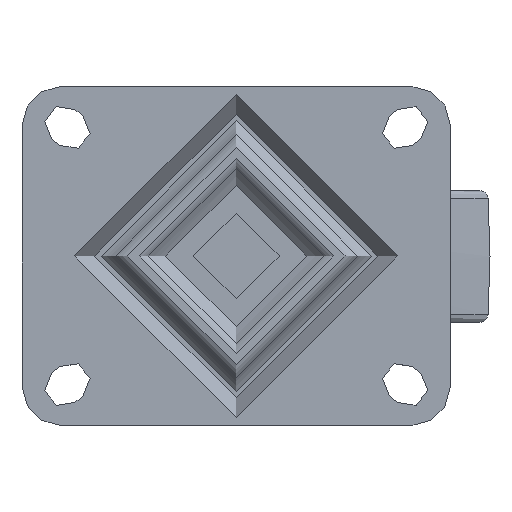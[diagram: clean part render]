
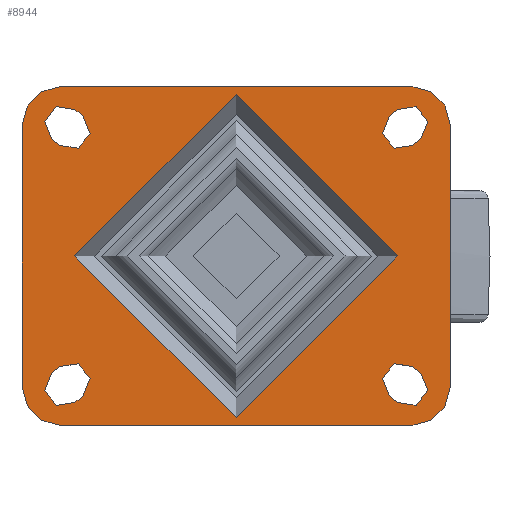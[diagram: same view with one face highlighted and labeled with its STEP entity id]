
A CAD part, top view. The second image highlights one B-rep face of the part: STEP entity #8944.
In plain terms, the highlighted planar face has unit normal (0, 0, 1).
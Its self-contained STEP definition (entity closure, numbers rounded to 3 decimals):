
#379=FACE_BOUND('',#2755,.T.);
#380=FACE_BOUND('',#2756,.T.);
#381=FACE_BOUND('',#2757,.T.);
#382=FACE_BOUND('',#2758,.T.);
#383=FACE_BOUND('',#2759,.T.);
#459=PLANE('',#9765);
#1039=LINE('',#14065,#1523);
#1041=LINE('',#14073,#1525);
#1042=LINE('',#14078,#1526);
#1043=LINE('',#14082,#1527);
#1044=LINE('',#14084,#1528);
#1045=LINE('',#14085,#1529);
#1046=LINE('',#14086,#1530);
#1047=LINE('',#14087,#1531);
#1048=LINE('',#14088,#1532);
#1049=LINE('',#14089,#1533);
#1050=LINE('',#14090,#1534);
#1051=LINE('',#14091,#1535);
#1523=VECTOR('',#11022,1.);
#1525=VECTOR('',#11032,1.);
#1526=VECTOR('',#11037,1.);
#1527=VECTOR('',#11040,1.);
#1528=VECTOR('',#11043,1.);
#1529=VECTOR('',#11044,1.);
#1530=VECTOR('',#11045,1.);
#1531=VECTOR('',#11046,1.);
#1532=VECTOR('',#11047,1.);
#1533=VECTOR('',#11048,1.);
#1534=VECTOR('',#11049,1.);
#1535=VECTOR('',#11050,1.);
#2158=FACE_OUTER_BOUND('',#2754,.T.);
#2754=EDGE_LOOP('',(#6384,#6385,#6386,#6387,#6388,#6389,#6390,#6391));
#2755=EDGE_LOOP('',(#6392));
#2756=EDGE_LOOP('',(#6393,#6394,#6395,#6396));
#2757=EDGE_LOOP('',(#6397,#6398,#6399,#6400));
#2758=EDGE_LOOP('',(#6401,#6402,#6403,#6404));
#2759=EDGE_LOOP('',(#6405,#6406,#6407,#6408));
#3354=CIRCLE('',#9688,5.7);
#3355=CIRCLE('',#9690,5.7);
#3357=CIRCLE('',#9693,5.7);
#3360=CIRCLE('',#9697,5.7);
#3362=CIRCLE('',#9700,5.7);
#3363=CIRCLE('',#9702,5.7);
#3366=CIRCLE('',#9706,5.7);
#3367=CIRCLE('',#9708,5.7);
#3384=CIRCLE('',#9731,49.014);
#3404=CIRCLE('',#9766,12.);
#3405=CIRCLE('',#9767,12.);
#3406=CIRCLE('',#9768,12.);
#3407=CIRCLE('',#9769,12.);
#3909=VERTEX_POINT('',#13828);
#3910=VERTEX_POINT('',#13830);
#3911=VERTEX_POINT('',#13834);
#3912=VERTEX_POINT('',#13835);
#3915=VERTEX_POINT('',#13843);
#3916=VERTEX_POINT('',#13844);
#3921=VERTEX_POINT('',#13855);
#3922=VERTEX_POINT('',#13857);
#3925=VERTEX_POINT('',#13864);
#3926=VERTEX_POINT('',#13866);
#3927=VERTEX_POINT('',#13870);
#3928=VERTEX_POINT('',#13871);
#3933=VERTEX_POINT('',#13882);
#3934=VERTEX_POINT('',#13884);
#3935=VERTEX_POINT('',#13888);
#3936=VERTEX_POINT('',#13889);
#3949=VERTEX_POINT('',#13955);
#3966=VERTEX_POINT('',#14062);
#3967=VERTEX_POINT('',#14064);
#3968=VERTEX_POINT('',#14071);
#3969=VERTEX_POINT('',#14072);
#3970=VERTEX_POINT('',#14075);
#3971=VERTEX_POINT('',#14077);
#3972=VERTEX_POINT('',#14079);
#3973=VERTEX_POINT('',#14081);
#4781=EDGE_CURVE('',#3910,#3909,#3354,.T.);
#4783=EDGE_CURVE('',#3911,#3912,#3355,.T.);
#4787=EDGE_CURVE('',#3915,#3916,#3357,.T.);
#4793=EDGE_CURVE('',#3922,#3921,#3360,.T.);
#4797=EDGE_CURVE('',#3925,#3926,#3362,.T.);
#4799=EDGE_CURVE('',#3927,#3928,#3363,.T.);
#4805=EDGE_CURVE('',#3933,#3934,#3366,.T.);
#4807=EDGE_CURVE('',#3935,#3936,#3367,.T.);
#4828=EDGE_CURVE('',#3949,#3949,#3384,.T.);
#4853=EDGE_CURVE('',#3967,#3966,#1039,.T.);
#4855=EDGE_CURVE('',#3968,#3969,#1041,.T.);
#4856=EDGE_CURVE('',#3968,#3967,#3404,.T.);
#4857=EDGE_CURVE('',#3966,#3970,#3405,.T.);
#4858=EDGE_CURVE('',#3971,#3970,#1042,.T.);
#4859=EDGE_CURVE('',#3972,#3971,#3406,.T.);
#4860=EDGE_CURVE('',#3973,#3972,#1043,.T.);
#4861=EDGE_CURVE('',#3969,#3973,#3407,.T.);
#4862=EDGE_CURVE('',#3936,#3933,#1044,.T.);
#4863=EDGE_CURVE('',#3934,#3935,#1045,.T.);
#4864=EDGE_CURVE('',#3926,#3927,#1046,.T.);
#4865=EDGE_CURVE('',#3928,#3925,#1047,.T.);
#4866=EDGE_CURVE('',#3909,#3911,#1048,.T.);
#4867=EDGE_CURVE('',#3912,#3910,#1049,.T.);
#4868=EDGE_CURVE('',#3916,#3922,#1050,.T.);
#4869=EDGE_CURVE('',#3921,#3915,#1051,.T.);
#6384=ORIENTED_EDGE('',*,*,#4855,.F.);
#6385=ORIENTED_EDGE('',*,*,#4856,.T.);
#6386=ORIENTED_EDGE('',*,*,#4853,.T.);
#6387=ORIENTED_EDGE('',*,*,#4857,.T.);
#6388=ORIENTED_EDGE('',*,*,#4858,.F.);
#6389=ORIENTED_EDGE('',*,*,#4859,.F.);
#6390=ORIENTED_EDGE('',*,*,#4860,.F.);
#6391=ORIENTED_EDGE('',*,*,#4861,.F.);
#6392=ORIENTED_EDGE('',*,*,#4828,.F.);
#6393=ORIENTED_EDGE('',*,*,#4805,.F.);
#6394=ORIENTED_EDGE('',*,*,#4862,.F.);
#6395=ORIENTED_EDGE('',*,*,#4807,.F.);
#6396=ORIENTED_EDGE('',*,*,#4863,.F.);
#6397=ORIENTED_EDGE('',*,*,#4799,.F.);
#6398=ORIENTED_EDGE('',*,*,#4864,.F.);
#6399=ORIENTED_EDGE('',*,*,#4797,.F.);
#6400=ORIENTED_EDGE('',*,*,#4865,.F.);
#6401=ORIENTED_EDGE('',*,*,#4781,.T.);
#6402=ORIENTED_EDGE('',*,*,#4866,.T.);
#6403=ORIENTED_EDGE('',*,*,#4783,.T.);
#6404=ORIENTED_EDGE('',*,*,#4867,.T.);
#6405=ORIENTED_EDGE('',*,*,#4787,.T.);
#6406=ORIENTED_EDGE('',*,*,#4868,.T.);
#6407=ORIENTED_EDGE('',*,*,#4793,.T.);
#6408=ORIENTED_EDGE('',*,*,#4869,.T.);
#8944=ADVANCED_FACE('',(#2158,#379,#380,#381,#382,#383),#459,.F.);
#9688=AXIS2_PLACEMENT_3D('',#13831,#10852,#10853);
#9690=AXIS2_PLACEMENT_3D('',#13836,#10857,#10858);
#9693=AXIS2_PLACEMENT_3D('',#13845,#10865,#10866);
#9697=AXIS2_PLACEMENT_3D('',#13858,#10876,#10877);
#9700=AXIS2_PLACEMENT_3D('',#13867,#10884,#10885);
#9702=AXIS2_PLACEMENT_3D('',#13872,#10889,#10890);
#9706=AXIS2_PLACEMENT_3D('',#13885,#10900,#10901);
#9708=AXIS2_PLACEMENT_3D('',#13890,#10905,#10906);
#9731=AXIS2_PLACEMENT_3D('',#13957,#10955,#10956);
#9765=AXIS2_PLACEMENT_3D('',#14070,#11030,#11031);
#9766=AXIS2_PLACEMENT_3D('',#14074,#11033,#11034);
#9767=AXIS2_PLACEMENT_3D('',#14076,#11035,#11036);
#9768=AXIS2_PLACEMENT_3D('',#14080,#11038,#11039);
#9769=AXIS2_PLACEMENT_3D('',#14083,#11041,#11042);
#10852=DIRECTION('center_axis',(0.,0.,-1.));
#10853=DIRECTION('ref_axis',(1.,0.,0.));
#10857=DIRECTION('center_axis',(0.,0.,-1.));
#10858=DIRECTION('ref_axis',(1.,0.,0.));
#10865=DIRECTION('center_axis',(0.,0.,-1.));
#10866=DIRECTION('ref_axis',(1.,0.,0.));
#10876=DIRECTION('center_axis',(0.,0.,-1.));
#10877=DIRECTION('ref_axis',(1.,0.,0.));
#10884=DIRECTION('center_axis',(0.,0.,1.));
#10885=DIRECTION('ref_axis',(1.,0.,0.));
#10889=DIRECTION('center_axis',(0.,0.,1.));
#10890=DIRECTION('ref_axis',(1.,0.,0.));
#10900=DIRECTION('center_axis',(0.,0.,1.));
#10901=DIRECTION('ref_axis',(1.,0.,0.));
#10905=DIRECTION('center_axis',(0.,0.,1.));
#10906=DIRECTION('ref_axis',(1.,0.,0.));
#10955=DIRECTION('center_axis',(0.,0.,1.));
#10956=DIRECTION('ref_axis',(-1.,0.,0.));
#11022=DIRECTION('',(1.,0.,0.));
#11030=DIRECTION('center_axis',(0.,0.,-1.));
#11031=DIRECTION('ref_axis',(0.,-1.,0.));
#11032=DIRECTION('',(0.,1.,0.));
#11033=DIRECTION('center_axis',(0.,0.,1.));
#11034=DIRECTION('ref_axis',(1.,0.,0.));
#11035=DIRECTION('center_axis',(0.,0.,1.));
#11036=DIRECTION('ref_axis',(1.,0.,0.));
#11037=DIRECTION('',(0.,-1.,0.));
#11038=DIRECTION('center_axis',(0.,0.,-1.));
#11039=DIRECTION('ref_axis',(1.,0.,0.));
#11040=DIRECTION('',(1.,0.,0.));
#11041=DIRECTION('center_axis',(0.,0.,-1.));
#11042=DIRECTION('ref_axis',(1.,0.,0.));
#11043=DIRECTION('',(-0.781,-0.625,0.));
#11044=DIRECTION('',(0.781,0.625,0.));
#11045=DIRECTION('',(0.781,-0.625,0.));
#11046=DIRECTION('',(-0.781,0.625,0.));
#11047=DIRECTION('',(0.781,-0.625,0.));
#11048=DIRECTION('',(-0.781,0.625,0.));
#11049=DIRECTION('',(-0.781,-0.625,0.));
#11050=DIRECTION('',(0.781,0.625,0.));
#13828=CARTESIAN_POINT('',(-27.536,161.729,0.));
#13830=CARTESIAN_POINT('',(-34.657,152.827,0.));
#13831=CARTESIAN_POINT('Origin',(-31.097,157.278,0.));
#13834=CARTESIAN_POINT('',(-25.036,159.729,0.));
#13835=CARTESIAN_POINT('',(-32.157,150.827,0.));
#13836=CARTESIAN_POINT('Origin',(-28.597,155.278,0.));
#13843=CARTESIAN_POINT('',(-134.657,161.729,0.));
#13844=CARTESIAN_POINT('',(-127.536,152.827,0.));
#13845=CARTESIAN_POINT('Origin',(-131.097,157.278,0.));
#13855=CARTESIAN_POINT('',(-137.157,159.729,0.));
#13857=CARTESIAN_POINT('',(-130.036,150.827,0.));
#13858=CARTESIAN_POINT('Origin',(-133.597,155.278,0.));
#13864=CARTESIAN_POINT('',(-130.036,239.729,0.));
#13866=CARTESIAN_POINT('',(-137.157,230.827,0.));
#13867=CARTESIAN_POINT('Origin',(-133.597,235.278,0.));
#13870=CARTESIAN_POINT('',(-134.657,228.827,0.));
#13871=CARTESIAN_POINT('',(-127.536,237.729,0.));
#13872=CARTESIAN_POINT('Origin',(-131.097,233.278,0.));
#13882=CARTESIAN_POINT('',(-34.657,237.729,0.));
#13884=CARTESIAN_POINT('',(-27.536,228.827,0.));
#13885=CARTESIAN_POINT('Origin',(-31.097,233.278,0.));
#13888=CARTESIAN_POINT('',(-25.036,230.827,0.));
#13889=CARTESIAN_POINT('',(-32.157,239.729,0.));
#13890=CARTESIAN_POINT('Origin',(-28.597,235.278,0.));
#13955=CARTESIAN_POINT('',(-130.11,195.278,0.));
#13957=CARTESIAN_POINT('Origin',(-81.097,195.278,0.));
#14062=CARTESIAN_POINT('',(-28.097,143.778,0.));
#14064=CARTESIAN_POINT('',(-134.097,143.778,0.));
#14065=CARTESIAN_POINT('',(-81.097,143.778,0.));
#14070=CARTESIAN_POINT('Origin',(-130.11,195.278,0.));
#14071=CARTESIAN_POINT('',(-146.097,155.778,0.));
#14072=CARTESIAN_POINT('',(-146.097,234.778,0.));
#14073=CARTESIAN_POINT('',(-146.097,195.278,0.));
#14074=CARTESIAN_POINT('Origin',(-134.097,155.778,0.));
#14075=CARTESIAN_POINT('',(-16.097,155.778,0.));
#14076=CARTESIAN_POINT('Origin',(-28.097,155.778,0.));
#14077=CARTESIAN_POINT('',(-16.097,234.778,0.));
#14078=CARTESIAN_POINT('',(-16.097,234.778,0.));
#14079=CARTESIAN_POINT('',(-28.097,246.778,0.));
#14080=CARTESIAN_POINT('Origin',(-28.097,234.778,0.));
#14081=CARTESIAN_POINT('',(-134.097,246.778,0.));
#14082=CARTESIAN_POINT('',(-81.097,246.778,0.));
#14083=CARTESIAN_POINT('Origin',(-134.097,234.778,0.));
#14084=CARTESIAN_POINT('',(-32.157,239.729,0.));
#14085=CARTESIAN_POINT('',(-27.536,228.827,0.));
#14086=CARTESIAN_POINT('',(-137.157,230.827,0.));
#14087=CARTESIAN_POINT('',(-127.536,237.729,0.));
#14088=CARTESIAN_POINT('',(-27.536,161.729,0.));
#14089=CARTESIAN_POINT('',(-32.157,150.827,0.));
#14090=CARTESIAN_POINT('',(-127.536,152.827,0.));
#14091=CARTESIAN_POINT('',(-137.157,159.729,0.));
